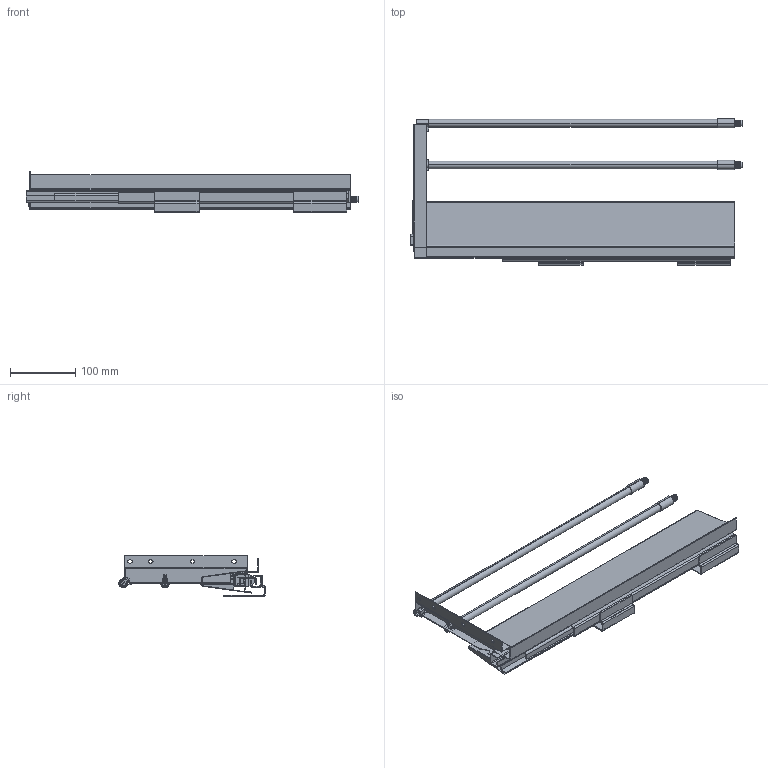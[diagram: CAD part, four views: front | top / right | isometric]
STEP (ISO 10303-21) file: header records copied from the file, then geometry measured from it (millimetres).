
FILE_DESCRIPTION (( 'STEP AP214' ), '1' );
FILE_NAME ('F000501,F000507-CLOSED_RIGHT_3D.step', '2022-10-10T14:55:54', ( '' ), ( '' ), 'SwSTEP 2.0', 'SolidWorks 2020', '' );
FILE_SCHEMA (( 'AUTOMOTIVE_DESIGN' ));
Length unit declared in the file: millimetre
Products named in the file (13): NX40-500-VNEJSI PRAVY; NX40-500-CLOSED_RIGHT_3D; NX40-BOCNICE-SESTAVA-H204-2xKULATY RELING-500-PRAVA; Riex NX40 Bocnice-500-H86-PRAVA; F000501,F000507-CLOSED_RIGHT_3D; NX40-Koncovka KULATEHO relingu vnitrni-PRAVA; NX40-drzak zad-H204-PRAVY; NX40-500-STREDNI; NX40-500-VNITRNI PRAVY; NX40-500-RELING KULATY VNITRNI PRAVY; NX40-500-RELING KULATY VNEJSI PRAVY; NX40-Reling-ROUND-500-BEZ DRZAKU; NX40-Koncovka KULATEHO relingu vnejsi-PRAVA
Assembly tree (13 placements, depth 4):
  F000501,F000507-CLOSED_RIGHT_3D
    NX40-500-CLOSED_RIGHT_3D
      NX40-500-VNEJSI PRAVY
      NX40-500-STREDNI
      NX40-500-VNITRNI PRAVY
    NX40-BOCNICE-SESTAVA-H204-2xKULATY RELING-500-PRAVA
      Riex NX40 Bocnice-500-H86-PRAVA
      NX40-drzak zad-H204-PRAVY
      NX40-500-RELING KULATY VNITRNI PRAVY
        NX40-Reling-ROUND-500-BEZ DRZAKU
        NX40-Koncovka KULATEHO relingu vnitrni-PRAVA
      NX40-500-RELING KULATY VNEJSI PRAVY
        NX40-Reling-ROUND-500-BEZ DRZAKU
        NX40-Koncovka KULATEHO relingu vnejsi-PRAVA
Bounding box: 510 x 225 x 62.5 mm (x, y, z)
Volume: 286378.3 mm3; surface area: 549740.7 mm2
Topology: 20 solids, 22 shells, 465 faces, 1174 edges, 766 vertices
Faces by surface type: plane 254, cylinder 143, cone 68
Entity records: 13693 total; most frequent: DIRECTION 2331, CARTESIAN_POINT 2267, ORIENTED_EDGE 2204, EDGE_CURVE 1102, AXIS2_PLACEMENT_3D 782, VECTOR 767, LINE 767, VERTEX_POINT 718
